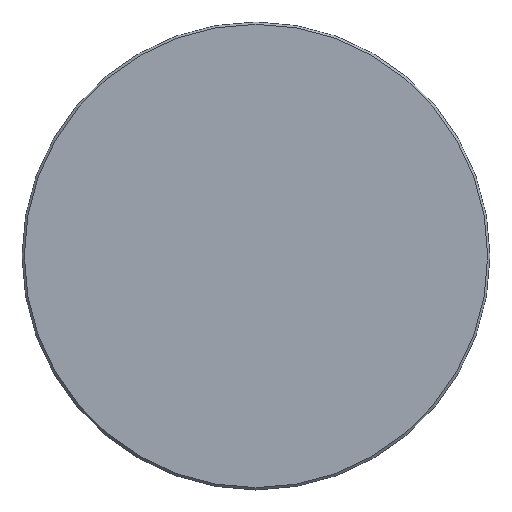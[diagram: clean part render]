
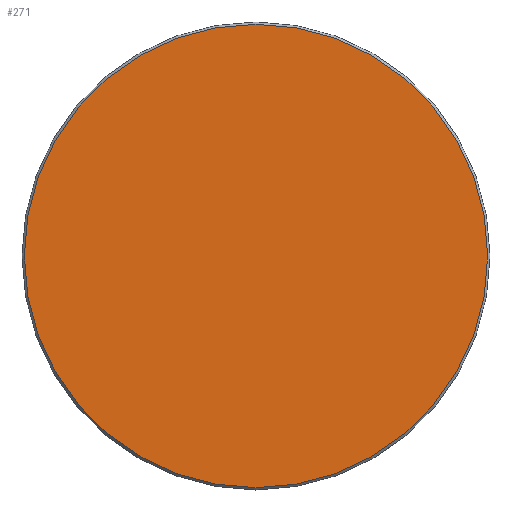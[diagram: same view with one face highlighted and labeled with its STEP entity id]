
A CAD part, top view. The second image highlights one B-rep face of the part: STEP entity #271.
In plain terms, the highlighted planar face has unit normal (0, 0, 1).
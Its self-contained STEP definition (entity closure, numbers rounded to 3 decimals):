
#1 = PLANE ( 'NONE',  #239 ) ;
#4 = DIRECTION ( 'NONE',  ( -1., 0., 0. ) ) ;
#14 = CARTESIAN_POINT ( 'NONE',  ( 25.15, 0., 0. ) ) ;
#15 = ORIENTED_EDGE ( 'NONE', *, *, #68, .T. ) ;
#21 = DIRECTION ( 'NONE',  ( -1., 0., 0. ) ) ;
#25 = EDGE_CURVE ( 'NONE', #81, #105, #38, .T. ) ;
#38 = CIRCLE ( 'NONE', #125, 25.15 ) ;
#39 = CARTESIAN_POINT ( 'NONE',  ( 0., 0., 0. ) ) ;
#41 = ORIENTED_EDGE ( 'NONE', *, *, #25, .T. ) ;
#56 = DIRECTION ( 'NONE',  ( 0., 0., 1. ) ) ;
#67 = FACE_OUTER_BOUND ( 'NONE', #138, .T. ) ;
#68 = EDGE_CURVE ( 'NONE', #105, #81, #111, .T. ) ;
#74 = DIRECTION ( 'NONE',  ( 0., 0., 1. ) ) ;
#81 = VERTEX_POINT ( 'NONE', #14 ) ;
#86 = CARTESIAN_POINT ( 'NONE',  ( 0., 0., 0. ) ) ;
#105 = VERTEX_POINT ( 'NONE', #124 ) ;
#111 = CIRCLE ( 'NONE', #218, 25.15 ) ;
#120 = DIRECTION ( 'NONE',  ( -1., 0., 0. ) ) ;
#124 = CARTESIAN_POINT ( 'NONE',  ( -25.15, 0., 0. ) ) ;
#125 = AXIS2_PLACEMENT_3D ( 'NONE', #163, #74, #120 ) ;
#131 = DIRECTION ( 'NONE',  ( 0., 0., -1. ) ) ;
#138 = EDGE_LOOP ( 'NONE', ( #15, #41 ) ) ;
#163 = CARTESIAN_POINT ( 'NONE',  ( 0., 0., 0. ) ) ;
#218 = AXIS2_PLACEMENT_3D ( 'NONE', #39, #56, #21 ) ;
#239 = AXIS2_PLACEMENT_3D ( 'NONE', #86, #131, #4 ) ;
#271 = ADVANCED_FACE ( 'NONE', ( #67 ), #1, .F. ) ;
